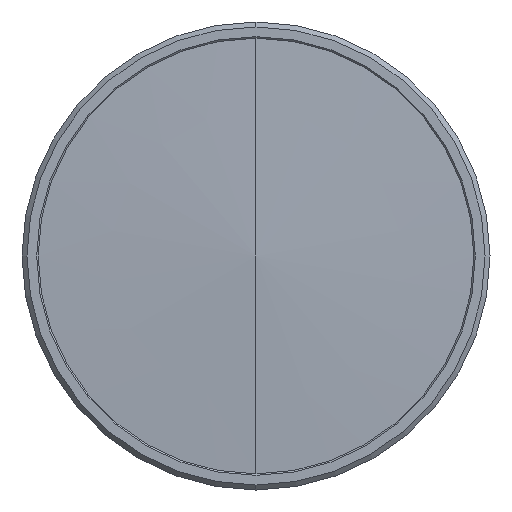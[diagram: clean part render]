
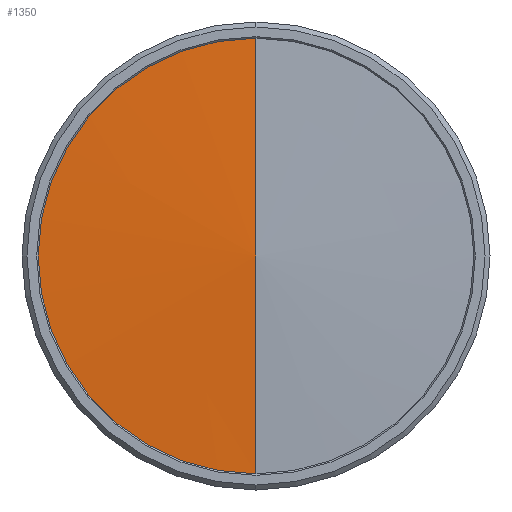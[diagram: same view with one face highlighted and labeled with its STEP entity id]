
A CAD part, left-side view. The second image highlights one B-rep face of the part: STEP entity #1350.
In plain terms, the highlighted conical face has half-angle 87.672 degrees and reference radius 24600.1 mm.
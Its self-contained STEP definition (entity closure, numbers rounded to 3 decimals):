
#240 = EDGE_LOOP ( 'NONE', ( #3669, #2196, #1344 ) ) ;
#488 = DIRECTION ( 'NONE',  ( 1., 0., 0. ) ) ;
#609 = CARTESIAN_POINT ( 'NONE',  ( 0., 0., 0. ) ) ;
#652 = CARTESIAN_POINT ( 'NONE',  ( 1.778, 0., 43.75 ) ) ;
#1006 = CARTESIAN_POINT ( 'NONE',  ( 0., 0., 0. ) ) ;
#1008 = VERTEX_POINT ( 'NONE', #609 ) ;
#1121 = DIRECTION ( 'NONE',  ( 0., 0., -1. ) ) ;
#1344 = ORIENTED_EDGE ( 'NONE', *, *, #4434, .F. ) ;
#1350 = ADVANCED_FACE ( 'NONE', ( #3561 ), #4220, .T. ) ;
#1547 = DIRECTION ( 'NONE',  ( 1., 0., 0. ) ) ;
#1621 = VERTEX_POINT ( 'NONE', #652 ) ;
#1672 = DIRECTION ( 'NONE',  ( 0.041, 0., -0.999 ) ) ;
#2158 = EDGE_CURVE ( 'NONE', #1008, #1621, #3383, .T. ) ;
#2196 = ORIENTED_EDGE ( 'NONE', *, *, #2158, .T. ) ;
#2396 = VECTOR ( 'NONE', #1672, 1000. ) ;
#2506 = LINE ( 'NONE', #3797, #2396 ) ;
#2573 = CARTESIAN_POINT ( 'NONE',  ( 1.778, 0., 0. ) ) ;
#2787 = EDGE_CURVE ( 'NONE', #1008, #3667, #2506, .T. ) ;
#2949 = CARTESIAN_POINT ( 'NONE',  ( 1000., 0., 0. ) ) ;
#3062 = DIRECTION ( 'NONE',  ( 0.041, 0., 0.999 ) ) ;
#3238 = CARTESIAN_POINT ( 'NONE',  ( 1.778, 0., -43.75 ) ) ;
#3383 = LINE ( 'NONE', #1006, #3938 ) ;
#3561 = FACE_OUTER_BOUND ( 'NONE', #240, .T. ) ;
#3582 = AXIS2_PLACEMENT_3D ( 'NONE', #2949, #1547, #3991 ) ;
#3667 = VERTEX_POINT ( 'NONE', #3238 ) ;
#3669 = ORIENTED_EDGE ( 'NONE', *, *, #2787, .F. ) ;
#3797 = CARTESIAN_POINT ( 'NONE',  ( 0., 0., 0. ) ) ;
#3927 = AXIS2_PLACEMENT_3D ( 'NONE', #2573, #488, #1121 ) ;
#3938 = VECTOR ( 'NONE', #3062, 1000. ) ;
#3991 = DIRECTION ( 'NONE',  ( 0., 0., -1. ) ) ;
#4220 = CONICAL_SURFACE ( 'NONE', #3582, 24600.069, 1.53 ) ;
#4229 = CIRCLE ( 'NONE', #3927, 43.75 ) ;
#4434 = EDGE_CURVE ( 'NONE', #3667, #1621, #4229, .T. ) ;
